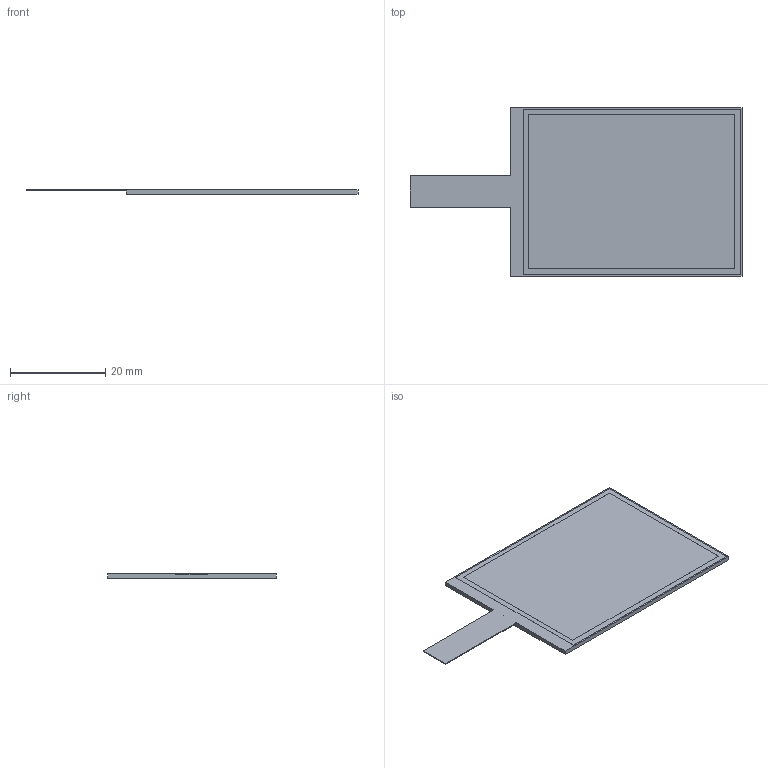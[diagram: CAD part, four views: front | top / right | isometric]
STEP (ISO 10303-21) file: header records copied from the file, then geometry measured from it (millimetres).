
FILE_DESCRIPTION(/* description */ ('Alibre Inc.'),/* implementation_level */ '2;1');
FILE_NAME(/* name */ 'export-9F3C9AFC-7CBA-47CB-87FC-BDE974697DB4',/* time_stamp */ '2022-12-29T19:56:48-05:00',/* author */ (''),/* organization */ (''),/* preprocessor_version */ 'ST-DEVELOPER v17',/* originating_system */ 'Alibre',/* authorisation */ '');
FILE_SCHEMA (('AUTOMOTIVE_DESIGN'));
Length unit declared in the file: centimetre
Bounding box: 69.62 x 35.4 x 0.93 mm (x, y, z)
Volume: 1623.2 mm3; surface area: 3882.8 mm2
Topology: 1 solids, 1 shells, 20 faces, 48 edges, 32 vertices
Faces by surface type: plane 20
Entity records: 599 total; most frequent: CARTESIAN_POINT 99, ORIENTED_EDGE 96, DIRECTION 67, EDGE_CURVE 48, VECTOR 47, LINE 47, VERTEX_POINT 32, EDGE_LOOP 22
